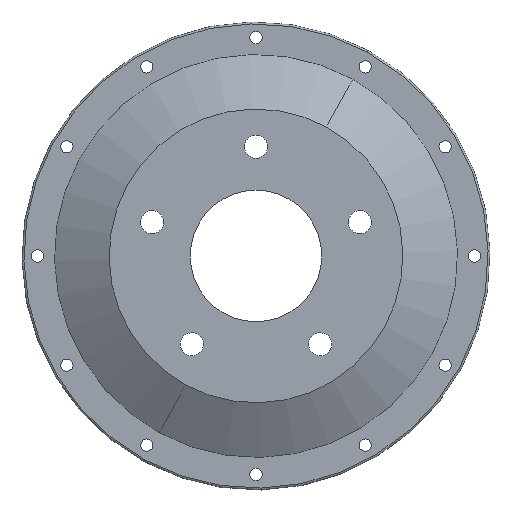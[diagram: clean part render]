
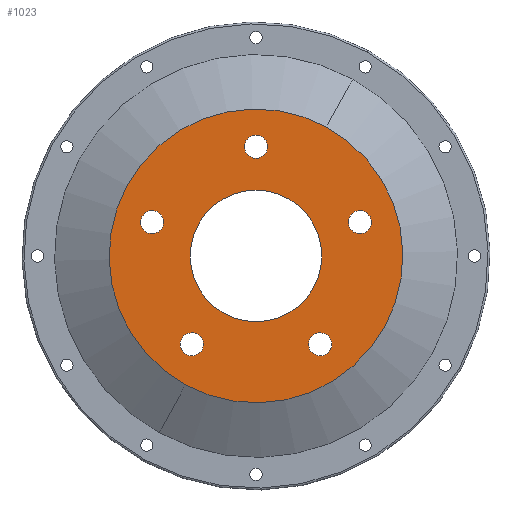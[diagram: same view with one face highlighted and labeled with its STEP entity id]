
A CAD part, top view. The second image highlights one B-rep face of the part: STEP entity #1023.
In plain terms, the highlighted planar face has unit normal (0, 0, 1).
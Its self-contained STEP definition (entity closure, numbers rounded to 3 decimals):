
#872=AXIS2_PLACEMENT_3D('Circle Axis2P3D',#870,#871,$) ;
#896=AXIS2_PLACEMENT_3D('Circle Axis2P3D',#894,#895,$) ;
#909=AXIS2_PLACEMENT_3D('Plane Axis2P3D',#906,#907,#908) ;
#917=AXIS2_PLACEMENT_3D('Circle Axis2P3D',#915,#916,$) ;
#926=AXIS2_PLACEMENT_3D('Circle Axis2P3D',#924,#925,$) ;
#935=AXIS2_PLACEMENT_3D('Circle Axis2P3D',#933,#934,$) ;
#944=AXIS2_PLACEMENT_3D('Circle Axis2P3D',#942,#943,$) ;
#953=AXIS2_PLACEMENT_3D('Circle Axis2P3D',#951,#952,$) ;
#962=AXIS2_PLACEMENT_3D('Circle Axis2P3D',#960,#961,$) ;
#971=AXIS2_PLACEMENT_3D('Circle Axis2P3D',#969,#970,$) ;
#980=AXIS2_PLACEMENT_3D('Circle Axis2P3D',#978,#979,$) ;
#989=AXIS2_PLACEMENT_3D('Circle Axis2P3D',#987,#988,$) ;
#998=AXIS2_PLACEMENT_3D('Circle Axis2P3D',#996,#997,$) ;
#1007=AXIS2_PLACEMENT_3D('Circle Axis2P3D',#1005,#1006,$) ;
#1016=AXIS2_PLACEMENT_3D('Circle Axis2P3D',#1014,#1015,$) ;
#867=CARTESIAN_POINT('Vertex',(36.856,67.465,0.)) ;
#870=CARTESIAN_POINT('Axis2P3D Location',(0.,0.,0.)) ;
#874=CARTESIAN_POINT('Vertex',(-36.856,-67.465,0.)) ;
#894=CARTESIAN_POINT('Axis2P3D Location',(0.,0.,0.)) ;
#906=CARTESIAN_POINT('Axis2P3D Location',(0.,0.,0.)) ;
#915=CARTESIAN_POINT('Axis2P3D Location',(0.,57.15,0.)) ;
#919=CARTESIAN_POINT('Vertex',(-6.075,57.15,0.)) ;
#921=CARTESIAN_POINT('Vertex',(6.075,57.15,0.)) ;
#924=CARTESIAN_POINT('Axis2P3D Location',(0.,57.15,0.)) ;
#933=CARTESIAN_POINT('Axis2P3D Location',(0.,0.,0.)) ;
#937=CARTESIAN_POINT('Vertex',(-34.425,0.,0.)) ;
#939=CARTESIAN_POINT('Vertex',(34.425,0.,0.)) ;
#942=CARTESIAN_POINT('Axis2P3D Location',(0.,0.,0.)) ;
#951=CARTESIAN_POINT('Axis2P3D Location',(-54.353,17.66,0.)) ;
#955=CARTESIAN_POINT('Vertex',(-56.23,11.883,0.)) ;
#957=CARTESIAN_POINT('Vertex',(-52.476,23.438,0.)) ;
#960=CARTESIAN_POINT('Axis2P3D Location',(-54.353,17.66,0.)) ;
#969=CARTESIAN_POINT('Axis2P3D Location',(-33.592,-46.235,0.)) ;
#973=CARTESIAN_POINT('Vertex',(-28.677,-49.806,0.)) ;
#975=CARTESIAN_POINT('Vertex',(-38.507,-42.665,0.)) ;
#978=CARTESIAN_POINT('Axis2P3D Location',(-33.592,-46.235,0.)) ;
#987=CARTESIAN_POINT('Axis2P3D Location',(33.592,-46.235,0.)) ;
#991=CARTESIAN_POINT('Vertex',(38.507,-42.665,0.)) ;
#993=CARTESIAN_POINT('Vertex',(28.677,-49.806,0.)) ;
#996=CARTESIAN_POINT('Axis2P3D Location',(33.592,-46.235,0.)) ;
#1005=CARTESIAN_POINT('Axis2P3D Location',(54.353,17.66,0.)) ;
#1009=CARTESIAN_POINT('Vertex',(52.476,23.438,0.)) ;
#1011=CARTESIAN_POINT('Vertex',(56.23,11.883,0.)) ;
#1014=CARTESIAN_POINT('Axis2P3D Location',(54.353,17.66,0.)) ;
#871=DIRECTION('Axis2P3D Direction',(0.,0.,-1.)) ;
#895=DIRECTION('Axis2P3D Direction',(0.,0.,-1.)) ;
#907=DIRECTION('Axis2P3D Direction',(0.,0.,-1.)) ;
#908=DIRECTION('Axis2P3D XDirection',(1.,0.,0.)) ;
#916=DIRECTION('Axis2P3D Direction',(0.,0.,-1.)) ;
#925=DIRECTION('Axis2P3D Direction',(0.,0.,-1.)) ;
#934=DIRECTION('Axis2P3D Direction',(0.,0.,-1.)) ;
#943=DIRECTION('Axis2P3D Direction',(0.,0.,-1.)) ;
#952=DIRECTION('Axis2P3D Direction',(0.,0.,-1.)) ;
#961=DIRECTION('Axis2P3D Direction',(0.,0.,-1.)) ;
#970=DIRECTION('Axis2P3D Direction',(0.,0.,-1.)) ;
#979=DIRECTION('Axis2P3D Direction',(0.,0.,-1.)) ;
#988=DIRECTION('Axis2P3D Direction',(0.,0.,-1.)) ;
#997=DIRECTION('Axis2P3D Direction',(0.,0.,-1.)) ;
#1006=DIRECTION('Axis2P3D Direction',(0.,0.,-1.)) ;
#1015=DIRECTION('Axis2P3D Direction',(0.,0.,-1.)) ;
#912=ORIENTED_EDGE('',*,*,#876,.F.) ;
#913=ORIENTED_EDGE('',*,*,#898,.F.) ;
#930=ORIENTED_EDGE('',*,*,#923,.F.) ;
#931=ORIENTED_EDGE('',*,*,#928,.F.) ;
#948=ORIENTED_EDGE('',*,*,#941,.F.) ;
#949=ORIENTED_EDGE('',*,*,#946,.F.) ;
#966=ORIENTED_EDGE('',*,*,#959,.F.) ;
#967=ORIENTED_EDGE('',*,*,#964,.F.) ;
#984=ORIENTED_EDGE('',*,*,#977,.F.) ;
#985=ORIENTED_EDGE('',*,*,#982,.F.) ;
#1002=ORIENTED_EDGE('',*,*,#995,.F.) ;
#1003=ORIENTED_EDGE('',*,*,#1000,.F.) ;
#1020=ORIENTED_EDGE('',*,*,#1013,.F.) ;
#1021=ORIENTED_EDGE('',*,*,#1018,.F.) ;
#932=FACE_BOUND('',#929,.T.) ;
#950=FACE_BOUND('',#947,.T.) ;
#968=FACE_BOUND('',#965,.T.) ;
#986=FACE_BOUND('',#983,.T.) ;
#1004=FACE_BOUND('',#1001,.T.) ;
#1022=FACE_BOUND('',#1019,.T.) ;
#1023=ADVANCED_FACE('BOL_BUSC4G63_PART',(#914,#932,#950,#968,#986,#1004,#1022),#910,.F.) ;
#873=CIRCLE('generated circle',#872,76.876) ;
#897=CIRCLE('generated circle',#896,76.876) ;
#918=CIRCLE('generated circle',#917,6.075) ;
#927=CIRCLE('generated circle',#926,6.075) ;
#936=CIRCLE('generated circle',#935,34.425) ;
#945=CIRCLE('generated circle',#944,34.425) ;
#954=CIRCLE('generated circle',#953,6.075) ;
#963=CIRCLE('generated circle',#962,6.075) ;
#972=CIRCLE('generated circle',#971,6.075) ;
#981=CIRCLE('generated circle',#980,6.075) ;
#990=CIRCLE('generated circle',#989,6.075) ;
#999=CIRCLE('generated circle',#998,6.075) ;
#1008=CIRCLE('generated circle',#1007,6.075) ;
#1017=CIRCLE('generated circle',#1016,6.075) ;
#876=EDGE_CURVE('',#868,#875,#873,.T.) ;
#898=EDGE_CURVE('',#875,#868,#897,.T.) ;
#923=EDGE_CURVE('',#920,#922,#918,.F.) ;
#928=EDGE_CURVE('',#922,#920,#927,.F.) ;
#941=EDGE_CURVE('',#938,#940,#936,.F.) ;
#946=EDGE_CURVE('',#940,#938,#945,.F.) ;
#959=EDGE_CURVE('',#956,#958,#954,.F.) ;
#964=EDGE_CURVE('',#958,#956,#963,.F.) ;
#977=EDGE_CURVE('',#974,#976,#972,.F.) ;
#982=EDGE_CURVE('',#976,#974,#981,.F.) ;
#995=EDGE_CURVE('',#992,#994,#990,.F.) ;
#1000=EDGE_CURVE('',#994,#992,#999,.F.) ;
#1013=EDGE_CURVE('',#1010,#1012,#1008,.F.) ;
#1018=EDGE_CURVE('',#1012,#1010,#1017,.F.) ;
#911=EDGE_LOOP('',(#912,#913)) ;
#929=EDGE_LOOP('',(#930,#931)) ;
#947=EDGE_LOOP('',(#948,#949)) ;
#965=EDGE_LOOP('',(#966,#967)) ;
#983=EDGE_LOOP('',(#984,#985)) ;
#1001=EDGE_LOOP('',(#1002,#1003)) ;
#1019=EDGE_LOOP('',(#1020,#1021)) ;
#914=FACE_OUTER_BOUND('',#911,.T.) ;
#910=PLANE('Plane',#909) ;
#868=VERTEX_POINT('',#867) ;
#875=VERTEX_POINT('',#874) ;
#920=VERTEX_POINT('',#919) ;
#922=VERTEX_POINT('',#921) ;
#938=VERTEX_POINT('',#937) ;
#940=VERTEX_POINT('',#939) ;
#956=VERTEX_POINT('',#955) ;
#958=VERTEX_POINT('',#957) ;
#974=VERTEX_POINT('',#973) ;
#976=VERTEX_POINT('',#975) ;
#992=VERTEX_POINT('',#991) ;
#994=VERTEX_POINT('',#993) ;
#1010=VERTEX_POINT('',#1009) ;
#1012=VERTEX_POINT('',#1011) ;
